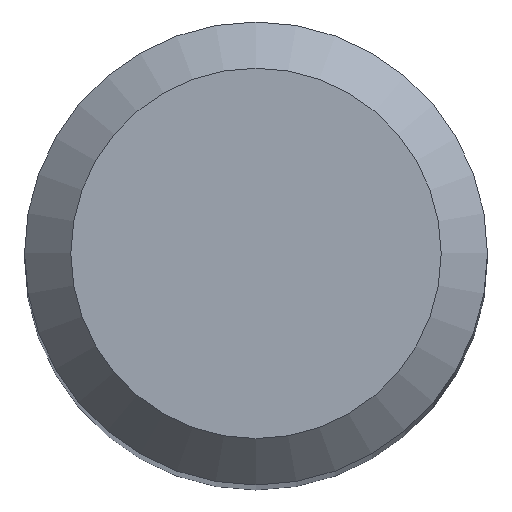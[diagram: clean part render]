
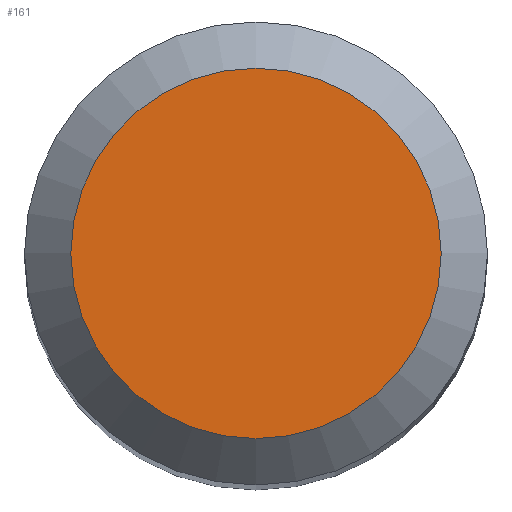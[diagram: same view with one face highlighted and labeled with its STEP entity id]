
A CAD part, top view. The second image highlights one B-rep face of the part: STEP entity #161.
In plain terms, the highlighted planar face has unit normal (0, 0, 1).
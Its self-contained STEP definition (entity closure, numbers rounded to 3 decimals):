
#2 = DIRECTION ( 'NONE',  ( 0., 0., -1. ) ) ;
#31 = FACE_OUTER_BOUND ( 'NONE', #87, .T. ) ;
#48 = PLANE ( 'NONE',  #232 ) ;
#65 = CARTESIAN_POINT ( 'NONE',  ( 0., 2.4, 50. ) ) ;
#68 = EDGE_CURVE ( 'NONE', #119, #119, #126, .T. ) ;
#85 = ORIENTED_EDGE ( 'NONE', *, *, #68, .F. ) ;
#87 = EDGE_LOOP ( 'NONE', ( #85 ) ) ;
#102 = DIRECTION ( 'NONE',  ( 0., 0., -1. ) ) ;
#119 = VERTEX_POINT ( 'NONE', #65 ) ;
#126 = CIRCLE ( 'NONE', #158, 2.4 ) ;
#158 = AXIS2_PLACEMENT_3D ( 'NONE', #188, #2, #228 ) ;
#161 = ADVANCED_FACE ( 'NONE', ( #31 ), #48, .F. ) ;
#173 = CARTESIAN_POINT ( 'NONE',  ( 0., 0., 50. ) ) ;
#188 = CARTESIAN_POINT ( 'NONE',  ( 0., 0., 50. ) ) ;
#191 = DIRECTION ( 'NONE',  ( 0., 1., 0. ) ) ;
#228 = DIRECTION ( 'NONE',  ( 0., 1., 0. ) ) ;
#232 = AXIS2_PLACEMENT_3D ( 'NONE', #173, #102, #191 ) ;
